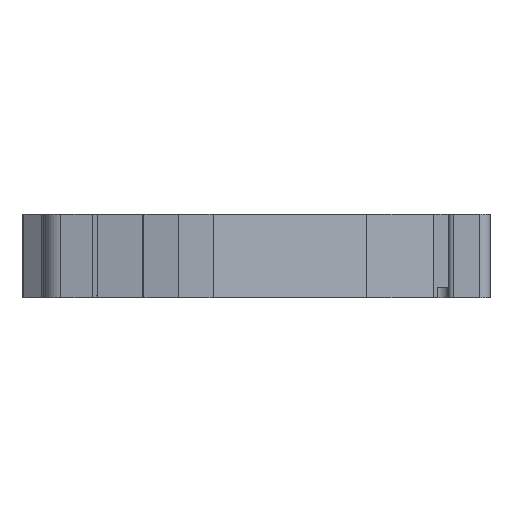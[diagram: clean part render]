
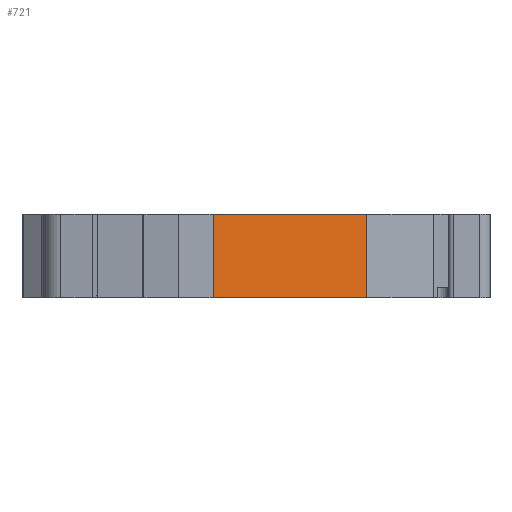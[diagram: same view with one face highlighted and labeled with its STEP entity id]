
A CAD part, left-side view. The second image highlights one B-rep face of the part: STEP entity #721.
In plain terms, the highlighted planar face has unit normal (-0.984, -0.176, 0).
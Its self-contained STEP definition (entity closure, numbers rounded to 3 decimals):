
#31 = FACE_OUTER_BOUND ( 'NONE', #289, .T. ) ;
#289 = EDGE_LOOP ( 'NONE', ( #3160, #1921, #4306, #1067 ) ) ;
#480 = VECTOR ( 'NONE', #7342, 1000. ) ;
#673 = LINE ( 'NONE', #7958, #480 ) ;
#695 = LINE ( 'NONE', #6208, #2184 ) ;
#721 = ADVANCED_FACE ( 'NONE', ( #31 ), #2186, .F. ) ;
#750 = DIRECTION ( 'NONE',  ( 0.176, -0.984, 0. ) ) ;
#830 = LINE ( 'NONE', #4516, #2297 ) ;
#946 = DIRECTION ( 'NONE',  ( -0.176, 0.984, 0. ) ) ;
#1067 = ORIENTED_EDGE ( 'NONE', *, *, #3667, .T. ) ;
#1650 = EDGE_CURVE ( 'NONE', #1783, #5383, #830, .T. ) ;
#1743 = VERTEX_POINT ( 'NONE', #7482 ) ;
#1783 = VERTEX_POINT ( 'NONE', #1922 ) ;
#1921 = ORIENTED_EDGE ( 'NONE', *, *, #2810, .F. ) ;
#1922 = CARTESIAN_POINT ( 'NONE',  ( -35.936, 20.275, 8. ) ) ;
#2153 = VERTEX_POINT ( 'NONE', #5747 ) ;
#2184 = VECTOR ( 'NONE', #8049, 1000. ) ;
#2186 = PLANE ( 'NONE',  #3538 ) ;
#2297 = VECTOR ( 'NONE', #750, 1000. ) ;
#2809 = CARTESIAN_POINT ( 'NONE',  ( -23.598, -48.763, 8. ) ) ;
#2810 = EDGE_CURVE ( 'NONE', #5383, #2153, #695, .T. ) ;
#3021 = LINE ( 'NONE', #4609, #7807 ) ;
#3160 = ORIENTED_EDGE ( 'NONE', *, *, #3977, .T. ) ;
#3538 = AXIS2_PLACEMENT_3D ( 'NONE', #2809, #4723, #946 ) ;
#3667 = EDGE_CURVE ( 'NONE', #1783, #1743, #3021, .T. ) ;
#3977 = EDGE_CURVE ( 'NONE', #1743, #2153, #673, .T. ) ;
#4306 = ORIENTED_EDGE ( 'NONE', *, *, #1650, .F. ) ;
#4516 = CARTESIAN_POINT ( 'NONE',  ( -23.598, -48.763, 8. ) ) ;
#4609 = CARTESIAN_POINT ( 'NONE',  ( -35.936, 20.275, 8. ) ) ;
#4723 = DIRECTION ( 'NONE',  ( 0.984, 0.176, 0. ) ) ;
#5383 = VERTEX_POINT ( 'NONE', #7204 ) ;
#5747 = CARTESIAN_POINT ( 'NONE',  ( -33.302, 5.537, 0. ) ) ;
#6208 = CARTESIAN_POINT ( 'NONE',  ( -33.302, 5.537, 8. ) ) ;
#7204 = CARTESIAN_POINT ( 'NONE',  ( -33.302, 5.537, 8. ) ) ;
#7342 = DIRECTION ( 'NONE',  ( 0.176, -0.984, 0. ) ) ;
#7482 = CARTESIAN_POINT ( 'NONE',  ( -35.936, 20.275, 0. ) ) ;
#7742 = DIRECTION ( 'NONE',  ( 0., 0., -1. ) ) ;
#7807 = VECTOR ( 'NONE', #7742, 1000. ) ;
#7958 = CARTESIAN_POINT ( 'NONE',  ( -23.598, -48.763, 0. ) ) ;
#8049 = DIRECTION ( 'NONE',  ( 0., 0., -1. ) ) ;
